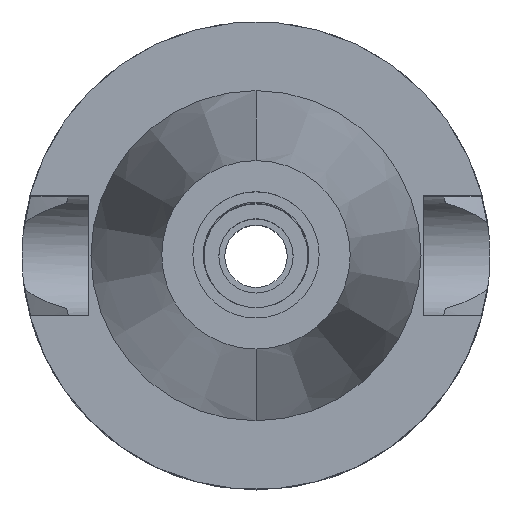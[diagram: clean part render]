
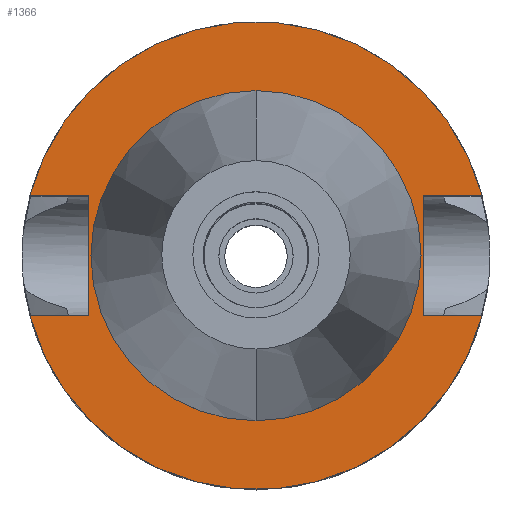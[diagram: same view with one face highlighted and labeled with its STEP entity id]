
A CAD part, top view. The second image highlights one B-rep face of the part: STEP entity #1366.
In plain terms, the highlighted planar face has unit normal (0, 0, 1).
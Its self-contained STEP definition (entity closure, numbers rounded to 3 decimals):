
#14 = ORIENTED_EDGE ( 'NONE', *, *, #1932, .F. ) ;
#29 = CIRCLE ( 'NONE', #880, 31.5 ) ;
#82 = DIRECTION ( 'NONE',  ( 1., 0., 0. ) ) ;
#101 = CIRCLE ( 'NONE', #2026, 22.225 ) ;
#115 = VERTEX_POINT ( 'NONE', #2039 ) ;
#143 = EDGE_LOOP ( 'NONE', ( #14, #3064, #249, #539, #2637, #724, #1870, #159 ) ) ;
#159 = ORIENTED_EDGE ( 'NONE', *, *, #914, .F. ) ;
#180 = CARTESIAN_POINT ( 'NONE',  ( -30.454, -8.05, -1. ) ) ;
#226 = LINE ( 'NONE', #1190, #2451 ) ;
#249 = ORIENTED_EDGE ( 'NONE', *, *, #1424, .F. ) ;
#268 = CARTESIAN_POINT ( 'NONE',  ( 22.5, 8.05, -1. ) ) ;
#303 = VERTEX_POINT ( 'NONE', #661 ) ;
#354 = EDGE_CURVE ( 'NONE', #115, #1000, #523, .T. ) ;
#426 = DIRECTION ( 'NONE',  ( 1., 0., 0. ) ) ;
#463 = DIRECTION ( 'NONE',  ( 0., -1., 0. ) ) ;
#521 = CARTESIAN_POINT ( 'NONE',  ( -30.454, 8.05, -1. ) ) ;
#523 = CIRCLE ( 'NONE', #2341, 22.225 ) ;
#526 = EDGE_LOOP ( 'NONE', ( #2727, #2611 ) ) ;
#532 = AXIS2_PLACEMENT_3D ( 'NONE', #1460, #2419, #1988 ) ;
#539 = ORIENTED_EDGE ( 'NONE', *, *, #2998, .F. ) ;
#551 = VECTOR ( 'NONE', #2326, 1000. ) ;
#569 = CARTESIAN_POINT ( 'NONE',  ( -22.5, -8.05, -1. ) ) ;
#661 = CARTESIAN_POINT ( 'NONE',  ( -30.454, -8.05, -1. ) ) ;
#724 = ORIENTED_EDGE ( 'NONE', *, *, #1406, .F. ) ;
#769 = VERTEX_POINT ( 'NONE', #1887 ) ;
#880 = AXIS2_PLACEMENT_3D ( 'NONE', #2387, #2146, #901 ) ;
#887 = LINE ( 'NONE', #936, #2244 ) ;
#901 = DIRECTION ( 'NONE',  ( 0., 1., 0. ) ) ;
#914 = EDGE_CURVE ( 'NONE', #2677, #2364, #887, .T. ) ;
#936 = CARTESIAN_POINT ( 'NONE',  ( -22.5, -8.05, -1. ) ) ;
#1000 = VERTEX_POINT ( 'NONE', #2481 ) ;
#1190 = CARTESIAN_POINT ( 'NONE',  ( 22.5, -8.05, -1. ) ) ;
#1212 = VERTEX_POINT ( 'NONE', #2529 ) ;
#1304 = VECTOR ( 'NONE', #1990, 1000. ) ;
#1325 = DIRECTION ( 'NONE',  ( 0., 1., 0. ) ) ;
#1340 = CARTESIAN_POINT ( 'NONE',  ( 0., 0., -1. ) ) ;
#1366 = ADVANCED_FACE ( 'NONE', ( #2343, #1414 ), #1656, .F. ) ;
#1406 = EDGE_CURVE ( 'NONE', #2737, #2804, #29, .T. ) ;
#1414 = FACE_BOUND ( 'NONE', #526, .T. ) ;
#1424 = EDGE_CURVE ( 'NONE', #769, #1212, #226, .T. ) ;
#1460 = CARTESIAN_POINT ( 'NONE',  ( 0., 0., -1. ) ) ;
#1514 = VECTOR ( 'NONE', #82, 1000. ) ;
#1523 = EDGE_CURVE ( 'NONE', #1212, #303, #2852, .T. ) ;
#1571 = VECTOR ( 'NONE', #2238, 1000. ) ;
#1656 = PLANE ( 'NONE',  #2251 ) ;
#1788 = EDGE_CURVE ( 'NONE', #1000, #115, #101, .T. ) ;
#1870 = ORIENTED_EDGE ( 'NONE', *, *, #2962, .T. ) ;
#1875 = LINE ( 'NONE', #180, #551 ) ;
#1882 = DIRECTION ( 'NONE',  ( 0., 0., -1. ) ) ;
#1883 = CARTESIAN_POINT ( 'NONE',  ( 30.454, 8.05, -1. ) ) ;
#1887 = CARTESIAN_POINT ( 'NONE',  ( 22.5, -8.05, -1. ) ) ;
#1912 = CARTESIAN_POINT ( 'NONE',  ( 0., 0., -1. ) ) ;
#1932 = EDGE_CURVE ( 'NONE', #303, #2677, #1875, .T. ) ;
#1988 = DIRECTION ( 'NONE',  ( 0., -1., 0. ) ) ;
#1990 = DIRECTION ( 'NONE',  ( 0., -1., 0. ) ) ;
#2009 = LINE ( 'NONE', #2976, #1571 ) ;
#2026 = AXIS2_PLACEMENT_3D ( 'NONE', #2032, #2044, #1325 ) ;
#2032 = CARTESIAN_POINT ( 'NONE',  ( 0., 0., -1. ) ) ;
#2039 = CARTESIAN_POINT ( 'NONE',  ( 0., -22.225, -1. ) ) ;
#2044 = DIRECTION ( 'NONE',  ( 0., 0., 1. ) ) ;
#2098 = CARTESIAN_POINT ( 'NONE',  ( -30.454, 8.05, -1. ) ) ;
#2146 = DIRECTION ( 'NONE',  ( 0., 0., -1. ) ) ;
#2217 = DIRECTION ( 'NONE',  ( 0., 1., 0. ) ) ;
#2231 = LINE ( 'NONE', #521, #1514 ) ;
#2238 = DIRECTION ( 'NONE',  ( 1., 0., 0. ) ) ;
#2244 = VECTOR ( 'NONE', #2217, 1000. ) ;
#2251 = AXIS2_PLACEMENT_3D ( 'NONE', #1912, #1882, #2608 ) ;
#2266 = CARTESIAN_POINT ( 'NONE',  ( 22.5, 8.05, -1. ) ) ;
#2326 = DIRECTION ( 'NONE',  ( 1., 0., 0. ) ) ;
#2341 = AXIS2_PLACEMENT_3D ( 'NONE', #1340, #2367, #463 ) ;
#2343 = FACE_OUTER_BOUND ( 'NONE', #143, .T. ) ;
#2364 = VERTEX_POINT ( 'NONE', #3103 ) ;
#2367 = DIRECTION ( 'NONE',  ( 0., 0., 1. ) ) ;
#2387 = CARTESIAN_POINT ( 'NONE',  ( 0., 0., -1. ) ) ;
#2419 = DIRECTION ( 'NONE',  ( 0., 0., -1. ) ) ;
#2451 = VECTOR ( 'NONE', #426, 1000. ) ;
#2481 = CARTESIAN_POINT ( 'NONE',  ( 0., 22.225, -1. ) ) ;
#2492 = EDGE_CURVE ( 'NONE', #2728, #2804, #2009, .T. ) ;
#2529 = CARTESIAN_POINT ( 'NONE',  ( 30.454, -8.05, -1. ) ) ;
#2608 = DIRECTION ( 'NONE',  ( 0., -1., 0. ) ) ;
#2611 = ORIENTED_EDGE ( 'NONE', *, *, #354, .F. ) ;
#2637 = ORIENTED_EDGE ( 'NONE', *, *, #2492, .T. ) ;
#2656 = LINE ( 'NONE', #268, #1304 ) ;
#2677 = VERTEX_POINT ( 'NONE', #569 ) ;
#2727 = ORIENTED_EDGE ( 'NONE', *, *, #1788, .F. ) ;
#2728 = VERTEX_POINT ( 'NONE', #2266 ) ;
#2737 = VERTEX_POINT ( 'NONE', #2098 ) ;
#2804 = VERTEX_POINT ( 'NONE', #1883 ) ;
#2852 = CIRCLE ( 'NONE', #532, 31.5 ) ;
#2962 = EDGE_CURVE ( 'NONE', #2737, #2364, #2231, .T. ) ;
#2976 = CARTESIAN_POINT ( 'NONE',  ( 22.5, 8.05, -1. ) ) ;
#2998 = EDGE_CURVE ( 'NONE', #2728, #769, #2656, .T. ) ;
#3064 = ORIENTED_EDGE ( 'NONE', *, *, #1523, .F. ) ;
#3103 = CARTESIAN_POINT ( 'NONE',  ( -22.5, 8.05, -1. ) ) ;
